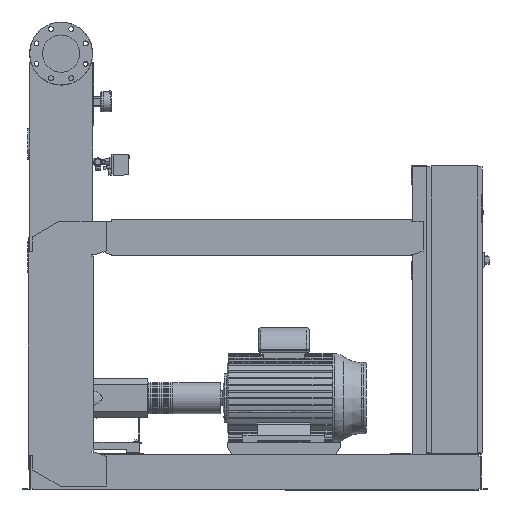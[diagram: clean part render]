
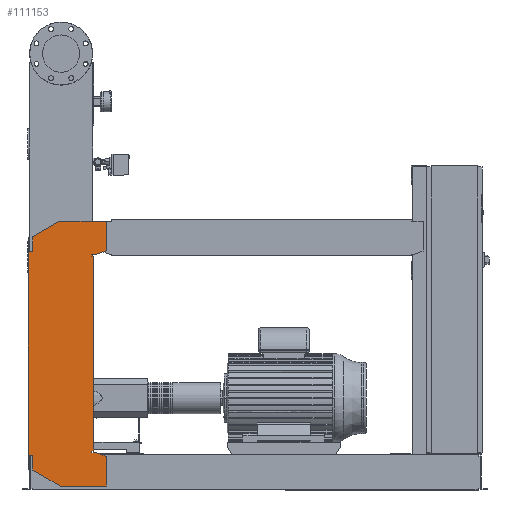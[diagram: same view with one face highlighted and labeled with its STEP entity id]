
A CAD part, front view. The second image highlights one B-rep face of the part: STEP entity #111153.
In plain terms, the highlighted free-form (B-spline) face has degree [1, 1] with [2, 2] control points.
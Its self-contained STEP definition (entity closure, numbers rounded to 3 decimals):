
#110638=CARTESIAN_POINT('',(-129.0,-322.5,1076.0));
#110639=VERTEX_POINT('',#110638);
#110646=CARTESIAN_POINT('',(-129.,-322.5,1142.986));
#110647=VERTEX_POINT('',#110646);
#110648=CARTESIAN_POINT('',(-129.0,-322.5,1076.0));
#110649=DIRECTION('',(0.0,0.0,1.0));
#110650=VECTOR('',#110649,66.986);
#110651=LINE('',#110648,#110650);
#110652=EDGE_CURVE('',#110639,#110647,#110651,.T.);
#110670=CARTESIAN_POINT('',(-6.0,-322.5,1214.0));
#110671=VERTEX_POINT('',#110670);
#110672=CARTESIAN_POINT('',(-129.,-322.5,1142.986));
#110673=DIRECTION('',(0.866,0.0,0.5));
#110674=VECTOR('',#110673,142.028);
#110675=LINE('',#110672,#110674);
#110676=EDGE_CURVE('',#110647,#110671,#110675,.T.);
#110694=CARTESIAN_POINT('',(204.,-322.5,1214.0));
#110695=VERTEX_POINT('',#110694);
#110696=CARTESIAN_POINT('',(-6.0,-322.5,1214.0));
#110697=DIRECTION('',(1.0,0.0,0.0));
#110698=VECTOR('',#110697,210.);
#110699=LINE('',#110696,#110698);
#110700=EDGE_CURVE('',#110671,#110695,#110699,.T.);
#110718=CARTESIAN_POINT('',(204.0,-322.5,1080.379));
#110719=VERTEX_POINT('',#110718);
#110720=CARTESIAN_POINT('',(204.,-322.5,1214.0));
#110721=DIRECTION('',(0.0,0.0,-1.0));
#110722=VECTOR('',#110721,133.621);
#110723=LINE('',#110720,#110722);
#110724=EDGE_CURVE('',#110695,#110719,#110723,.T.);
#110742=CARTESIAN_POINT('',(159.0,-322.5,1064.0));
#110743=VERTEX_POINT('',#110742);
#110744=CARTESIAN_POINT('',(204.0,-322.5,1080.379));
#110745=DIRECTION('',(-0.94,0.0,-0.342));
#110746=VECTOR('',#110745,47.888);
#110747=LINE('',#110744,#110746);
#110748=EDGE_CURVE('',#110719,#110743,#110747,.T.);
#110766=CARTESIAN_POINT('',(139.0,-322.5,1064.0));
#110767=VERTEX_POINT('',#110766);
#110768=CARTESIAN_POINT('',(159.0,-322.5,1064.0));
#110769=DIRECTION('',(-1.0,0.0,0.0));
#110770=VECTOR('',#110769,20.0);
#110771=LINE('',#110768,#110770);
#110772=EDGE_CURVE('',#110743,#110767,#110771,.T.);
#110790=CARTESIAN_POINT('',(139.0,-322.5,1056.0));
#110791=VERTEX_POINT('',#110790);
#110792=CARTESIAN_POINT('',(139.0,-322.5,1064.0));
#110793=DIRECTION('',(0.0,0.0,-1.0));
#110794=VECTOR('',#110793,8.0);
#110795=LINE('',#110792,#110794);
#110796=EDGE_CURVE('',#110767,#110791,#110795,.T.);
#110814=CARTESIAN_POINT('',(147.,-322.5,1056.0));
#110815=VERTEX_POINT('',#110814);
#110816=CARTESIAN_POINT('',(139.0,-322.5,1056.0));
#110817=DIRECTION('',(1.0,0.0,0.0));
#110818=VECTOR('',#110817,8.);
#110819=LINE('',#110816,#110818);
#110820=EDGE_CURVE('',#110791,#110815,#110819,.T.);
#110838=CARTESIAN_POINT('',(147.,-322.5,176.));
#110839=VERTEX_POINT('',#110838);
#110850=CARTESIAN_POINT('',(147.,-322.5,1056.0));
#110851=DIRECTION('',(0.0,0.0,-1.0));
#110852=VECTOR('',#110851,880.);
#110853=LINE('',#110850,#110852);
#110854=EDGE_CURVE('',#110815,#110839,#110853,.T.);
#110868=CARTESIAN_POINT('',(139.,-322.5,176.));
#110869=VERTEX_POINT('',#110868);
#110870=CARTESIAN_POINT('',(147.,-322.5,176.));
#110871=DIRECTION('',(-1.0,0.0,0.0));
#110872=VECTOR('',#110871,8.0);
#110873=LINE('',#110870,#110872);
#110874=EDGE_CURVE('',#110839,#110869,#110873,.T.);
#110892=CARTESIAN_POINT('',(139.,-322.5,168.));
#110893=VERTEX_POINT('',#110892);
#110894=CARTESIAN_POINT('',(139.,-322.5,176.));
#110895=DIRECTION('',(0.0,0.0,-1.0));
#110896=VECTOR('',#110895,8.0);
#110897=LINE('',#110894,#110896);
#110898=EDGE_CURVE('',#110869,#110893,#110897,.T.);
#110916=CARTESIAN_POINT('',(159.,-322.5,168.));
#110917=VERTEX_POINT('',#110916);
#110918=CARTESIAN_POINT('',(139.,-322.5,168.));
#110919=DIRECTION('',(1.0,0.0,0.0));
#110920=VECTOR('',#110919,20.0);
#110921=LINE('',#110918,#110920);
#110922=EDGE_CURVE('',#110893,#110917,#110921,.T.);
#110940=CARTESIAN_POINT('',(204.,-322.5,151.621));
#110941=VERTEX_POINT('',#110940);
#110942=CARTESIAN_POINT('',(159.,-322.5,168.));
#110943=DIRECTION('',(0.94,0.0,-0.342));
#110944=VECTOR('',#110943,47.888);
#110945=LINE('',#110942,#110944);
#110946=EDGE_CURVE('',#110917,#110941,#110945,.T.);
#110964=CARTESIAN_POINT('',(204.,-322.5,18.0));
#110965=VERTEX_POINT('',#110964);
#110966=CARTESIAN_POINT('',(204.,-322.5,151.621));
#110967=DIRECTION('',(0.0,0.0,-1.0));
#110968=VECTOR('',#110967,133.621);
#110969=LINE('',#110966,#110968);
#110970=EDGE_CURVE('',#110941,#110965,#110969,.T.);
#110988=CARTESIAN_POINT('',(-4.,-322.5,18.0));
#110989=VERTEX_POINT('',#110988);
#110990=CARTESIAN_POINT('',(204.,-322.5,18.0));
#110991=DIRECTION('',(-1.0,0.0,0.0));
#110992=VECTOR('',#110991,208.);
#110993=LINE('',#110990,#110992);
#110994=EDGE_CURVE('',#110965,#110989,#110993,.T.);
#111012=CARTESIAN_POINT('',(-129.,-322.5,90.169));
#111013=VERTEX_POINT('',#111012);
#111014=CARTESIAN_POINT('',(-4.,-322.5,18.0));
#111015=DIRECTION('',(-0.866,0.,0.5));
#111016=VECTOR('',#111015,144.338);
#111017=LINE('',#111014,#111016);
#111018=EDGE_CURVE('',#110989,#111013,#111017,.T.);
#111036=CARTESIAN_POINT('',(-129.,-322.5,156.0));
#111037=VERTEX_POINT('',#111036);
#111038=CARTESIAN_POINT('',(-129.,-322.5,90.169));
#111039=DIRECTION('',(0.0,0.0,1.0));
#111040=VECTOR('',#111039,65.831);
#111041=LINE('',#111038,#111040);
#111042=EDGE_CURVE('',#111013,#111037,#111041,.T.);
#111060=CARTESIAN_POINT('',(-149.,-322.5,156.0));
#111061=VERTEX_POINT('',#111060);
#111062=CARTESIAN_POINT('',(-129.,-322.5,156.0));
#111063=DIRECTION('',(-1.0,0.0,0.0));
#111064=VECTOR('',#111063,20.0);
#111065=LINE('',#111062,#111064);
#111066=EDGE_CURVE('',#111037,#111061,#111065,.T.);
#111084=CARTESIAN_POINT('',(-149.0,-322.5,1076.0));
#111085=VERTEX_POINT('',#111084);
#111098=CARTESIAN_POINT('',(-149.,-322.5,156.0));
#111099=DIRECTION('',(0.0,0.0,1.0));
#111100=VECTOR('',#111099,920.0);
#111101=LINE('',#111098,#111100);
#111102=EDGE_CURVE('',#111061,#111085,#111101,.T.);
#111116=CARTESIAN_POINT('',(-149.0,-322.5,1076.0));
#111117=DIRECTION('',(1.0,0.0,0.0));
#111118=VECTOR('',#111117,20.0);
#111119=LINE('',#111116,#111118);
#111120=EDGE_CURVE('',#111085,#110639,#111119,.T.);
#111126=CARTESIAN_POINT('',(-149.,-322.5,18.0));
#111127=CARTESIAN_POINT('',(204.,-322.5,18.0));
#111128=CARTESIAN_POINT('',(-149.,-322.5,1214.0));
#111129=CARTESIAN_POINT('',(204.,-322.5,1214.0));
#111130=B_SPLINE_SURFACE_WITH_KNOTS('',1,1,((#111126,#111128),(#111127,#111129)),.UNSPECIFIED.,.F.,.F.,.U.,(2,2),(2,2),(0.0,353.),(0.0,1196.0),.UNSPECIFIED.);
#111131=ORIENTED_EDGE('',*,*,#111120,.F.);
#111132=ORIENTED_EDGE('',*,*,#111102,.F.);
#111133=ORIENTED_EDGE('',*,*,#111066,.F.);
#111134=ORIENTED_EDGE('',*,*,#111042,.F.);
#111135=ORIENTED_EDGE('',*,*,#111018,.F.);
#111136=ORIENTED_EDGE('',*,*,#110994,.F.);
#111137=ORIENTED_EDGE('',*,*,#110970,.F.);
#111138=ORIENTED_EDGE('',*,*,#110946,.F.);
#111139=ORIENTED_EDGE('',*,*,#110922,.F.);
#111140=ORIENTED_EDGE('',*,*,#110898,.F.);
#111141=ORIENTED_EDGE('',*,*,#110874,.F.);
#111142=ORIENTED_EDGE('',*,*,#110854,.F.);
#111143=ORIENTED_EDGE('',*,*,#110820,.F.);
#111144=ORIENTED_EDGE('',*,*,#110796,.F.);
#111145=ORIENTED_EDGE('',*,*,#110772,.F.);
#111146=ORIENTED_EDGE('',*,*,#110748,.F.);
#111147=ORIENTED_EDGE('',*,*,#110724,.F.);
#111148=ORIENTED_EDGE('',*,*,#110700,.F.);
#111149=ORIENTED_EDGE('',*,*,#110676,.F.);
#111150=ORIENTED_EDGE('',*,*,#110652,.F.);
#111151=EDGE_LOOP('',(#111131,#111132,#111133,#111134,#111135,#111136,#111137,#111138,#111139,#111140,#111141,#111142,#111143,#111144,#111145,#111146,#111147,#111148,#111149,#111150));
#111152=FACE_OUTER_BOUND('',#111151,.T.);
#111153=ADVANCED_FACE('',(#111152),#111130,.T.);
